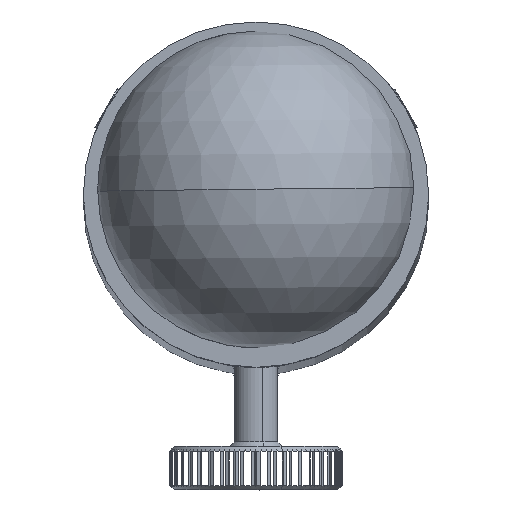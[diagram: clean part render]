
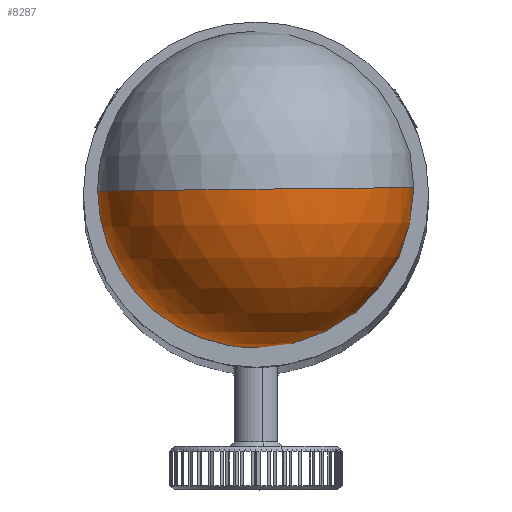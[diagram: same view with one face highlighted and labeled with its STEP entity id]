
A CAD part, top view. The second image highlights one B-rep face of the part: STEP entity #8287.
In plain terms, the highlighted spherical face has radius 17.462 mm.
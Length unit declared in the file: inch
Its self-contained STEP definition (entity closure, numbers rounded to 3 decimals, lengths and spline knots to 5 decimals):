
#187 = AXIS2_PLACEMENT_3D ( 'NONE', #13882, #13898, #13899 ) ;
#189 = AXIS2_PLACEMENT_3D ( 'NONE', #13900, #13902, #13903 ) ;
#192 = AXIS2_PLACEMENT_3D ( 'NONE', #13897, #13904, #13905 ) ;
#964 = EDGE_LOOP ( 'NONE', ( #3574, #3694, #3482 ) ) ;
#2456 = DIRECTION ( 'NONE',  ( 0.011, -1., 0. ) ) ;
#2465 = CARTESIAN_POINT ( 'NONE',  ( 0., 0., 32.8855 ) ) ;
#2477 = DIRECTION ( 'NONE',  ( -1., -0.011, 0. ) ) ;
#3482 = ORIENTED_EDGE ( 'NONE', *, *, #14381, .F. ) ;
#3574 = ORIENTED_EDGE ( 'NONE', *, *, #14380, .T. ) ;
#3694 = ORIENTED_EDGE ( 'NONE', *, *, #14382, .T. ) ;
#7427 = VERTEX_POINT ( 'NONE', #11197 ) ;
#7428 = VERTEX_POINT ( 'NONE', #11198 ) ;
#7429 = VERTEX_POINT ( 'NONE', #11199 ) ;
#8287 = ADVANCED_FACE ( 'NONE', ( #11578 ), #11660, .T. ) ;
#9126 = AXIS2_PLACEMENT_3D ( 'NONE', #2465, #2456, #2477 ) ;
#11197 = CARTESIAN_POINT ( 'NONE',  ( -0.31223, -0.0034, 32.273 ) ) ;
#11198 = CARTESIAN_POINT ( 'NONE',  ( 0.31223, 0.0034, 32.273 ) ) ;
#11199 = CARTESIAN_POINT ( 'NONE',  ( 0., 0., 33.573 ) ) ;
#11578 = FACE_OUTER_BOUND ( 'NONE', #964, .T. ) ;
#11660 = SPHERICAL_SURFACE ( 'NONE', #9126, 0.6875 ) ;
#12681 = CIRCLE ( 'NONE', #192, 0.6875 ) ;
#12683 = CIRCLE ( 'NONE', #189, 0.6875 ) ;
#12685 = CIRCLE ( 'NONE', #187, 0.31225 ) ;
#13882 = CARTESIAN_POINT ( 'NONE',  ( 0., 0., 32.273 ) ) ;
#13897 = CARTESIAN_POINT ( 'NONE',  ( 0., 0., 32.8855 ) ) ;
#13898 = DIRECTION ( 'NONE',  ( 0., 0., 1. ) ) ;
#13899 = DIRECTION ( 'NONE',  ( -0.011, 1., 0. ) ) ;
#13900 = CARTESIAN_POINT ( 'NONE',  ( 0., 0., 32.8855 ) ) ;
#13902 = DIRECTION ( 'NONE',  ( -0.011, 1., 0. ) ) ;
#13903 = DIRECTION ( 'NONE',  ( -1., -0.011, 0. ) ) ;
#13904 = DIRECTION ( 'NONE',  ( 0.011, -1., 0. ) ) ;
#13905 = DIRECTION ( 'NONE',  ( 1., 0.011, 0. ) ) ;
#14380 = EDGE_CURVE ( 'NONE', #7427, #7428, #12685, .T. ) ;
#14381 = EDGE_CURVE ( 'NONE', #7427, #7429, #12683, .T. ) ;
#14382 = EDGE_CURVE ( 'NONE', #7428, #7429, #12681, .T. ) ;
